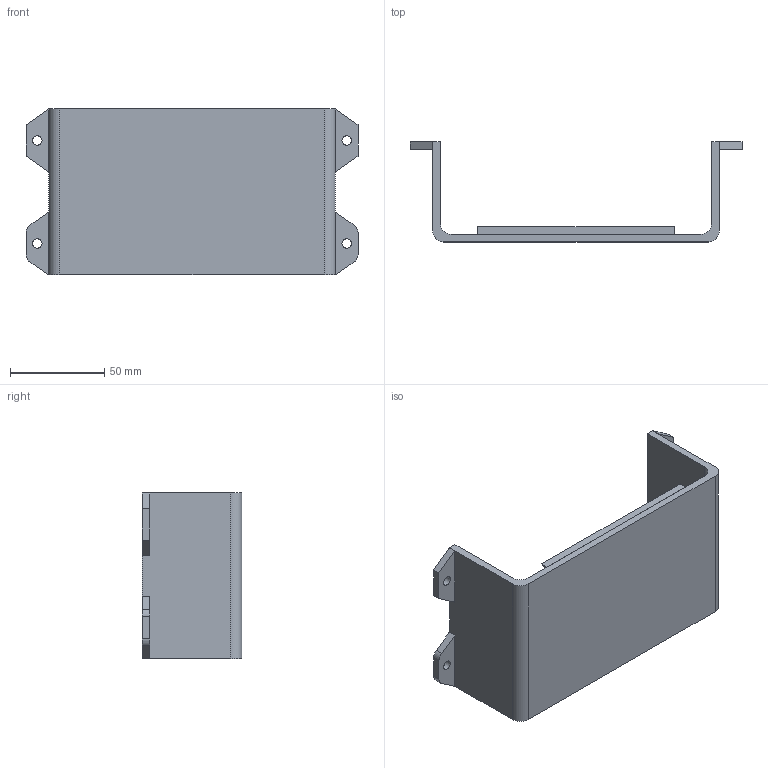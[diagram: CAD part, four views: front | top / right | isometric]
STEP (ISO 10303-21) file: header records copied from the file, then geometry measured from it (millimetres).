
FILE_DESCRIPTION((('zoo.dev export')), '2;1');
FILE_NAME('dump.step', '1970-01-01T00:00:00.0+00:00', ('Author unknown'), ('Organization unknown'), 'zoo.dev beta', 'zoo.dev', 'Authorization unknown');
FILE_SCHEMA(('AP203_CONFIGURATION_CONTROLLED_3D_DESIGN_OF_MECHANICAL_PARTS_AND_ASSEMBLIES_MIM_LF'));
Length unit declared in the file: metre
Products named in the file (7): UNIDENTIFIED_PRODUCT
Bounding box: 176 x 53 x 88 mm (x, y, z)
Volume: 94967.9 mm3; surface area: 52678.2 mm2
Topology: 7 solids, 7 shells, 57 faces, 129 edges, 86 vertices
Faces by surface type: plane 45, cylinder 12
Full cylindrical faces by diameter (mm): 5 x4
Entity records: 1585 total; most frequent: CARTESIAN_POINT 272, ORIENTED_EDGE 250, DIRECTION 222, EDGE_CURVE 129, VECTOR 105, LINE 105, VERTEX_POINT 86, AXIS2_PLACEMENT_3D 81
